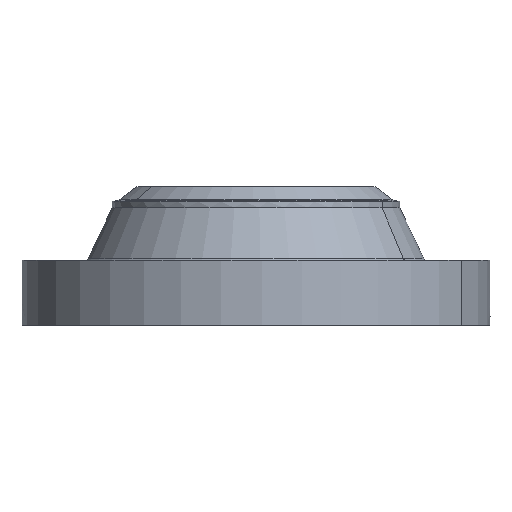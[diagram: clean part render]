
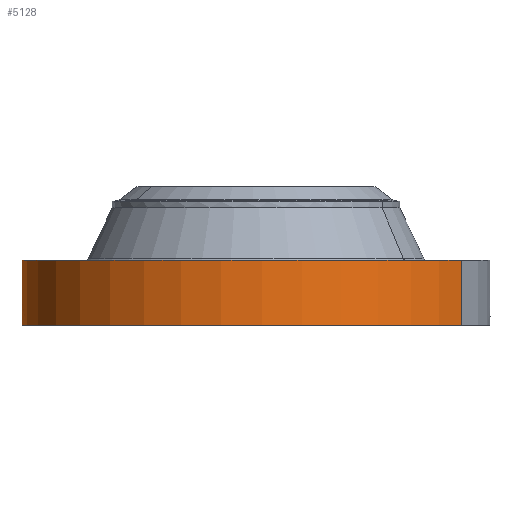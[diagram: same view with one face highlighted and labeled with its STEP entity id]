
A CAD part, left-side view. The second image highlights one B-rep face of the part: STEP entity #5128.
In plain terms, the highlighted cylindrical face has radius 222.25 mm (diameter 444.5 mm), a partial arc.
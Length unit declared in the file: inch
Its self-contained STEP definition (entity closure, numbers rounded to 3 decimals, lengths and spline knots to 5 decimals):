
#3849=AXIS2_PLACEMENT_3D('Circle Axis2P3D',#3847,#3848,$) ;
#4411=AXIS2_PLACEMENT_3D('Circle Axis2P3D',#4409,#4410,$) ;
#5023=AXIS2_PLACEMENT_3D('Cylinder Axis2P3D',#5020,#5021,#5022) ;
#3847=CARTESIAN_POINT('Axis2P3D Location',(0.,0.,0.)) ;
#3851=CARTESIAN_POINT('Vertex',(-4.19497,-7.67885,0.)) ;
#3853=CARTESIAN_POINT('Vertex',(4.19497,7.67885,0.)) ;
#4404=CARTESIAN_POINT('Vertex',(4.19497,7.67885,2.432)) ;
#4406=CARTESIAN_POINT('Vertex',(-4.19497,-7.67885,2.432)) ;
#4409=CARTESIAN_POINT('Axis2P3D Location',(0.,0.,2.432)) ;
#5020=CARTESIAN_POINT('Axis2P3D Location',(0.,0.,2.596)) ;
#5025=CARTESIAN_POINT('Line Origine',(-4.19497,-7.67885,1.216)) ;
#5030=CARTESIAN_POINT('Line Origine',(4.19497,7.67885,1.216)) ;
#5042=CARTESIAN_POINT('Control Point',(-0.05811,8.74981,1.09931)) ;
#5043=CARTESIAN_POINT('Control Point',(-0.03915,8.74993,1.10247)) ;
#5044=CARTESIAN_POINT('Control Point',(-0.01994,8.75,1.10408)) ;
#5045=CARTESIAN_POINT('Control Point',(-0.00072,8.75,1.10412)) ;
#5046=CARTESIAN_POINT('Vertex',(-0.05809,8.74981,1.09932)) ;
#5048=CARTESIAN_POINT('Vertex',(-0.00072,8.75,1.10412)) ;
#5052=CARTESIAN_POINT('Control Point',(-0.05809,8.74981,1.09931)) ;
#5053=CARTESIAN_POINT('Control Point',(-0.09749,8.74955,1.09448)) ;
#5054=CARTESIAN_POINT('Control Point',(-0.13613,8.74901,1.08247)) ;
#5055=CARTESIAN_POINT('Control Point',(-0.17161,8.74832,1.06416)) ;
#5056=CARTESIAN_POINT('Vertex',(-0.17161,8.74832,1.06416)) ;
#5060=CARTESIAN_POINT('Control Point',(-0.03027,8.74995,0.34113)) ;
#5061=CARTESIAN_POINT('Control Point',(-0.08651,8.74975,0.34829)) ;
#5062=CARTESIAN_POINT('Control Point',(-0.14116,8.74911,0.3659)) ;
#5063=CARTESIAN_POINT('Control Point',(-0.19148,8.74808,0.39347)) ;
#5064=CARTESIAN_POINT('Control Point',(-0.26459,8.74613,0.45288)) ;
#5065=CARTESIAN_POINT('Control Point',(-0.31653,8.74431,0.52921)) ;
#5066=CARTESIAN_POINT('Control Point',(-0.33358,8.74366,0.56188)) ;
#5067=CARTESIAN_POINT('Control Point',(-0.36898,8.74225,0.65404)) ;
#5068=CARTESIAN_POINT('Control Point',(-0.3751,8.74194,0.75268)) ;
#5069=CARTESIAN_POINT('Control Point',(-0.36695,8.74232,0.81433)) ;
#5070=CARTESIAN_POINT('Control Point',(-0.33364,8.74374,0.91229)) ;
#5071=CARTESIAN_POINT('Control Point',(-0.27097,8.74586,0.99272)) ;
#5072=CARTESIAN_POINT('Control Point',(-0.24123,8.74676,1.02147)) ;
#5073=CARTESIAN_POINT('Control Point',(-0.20777,8.74761,1.04551)) ;
#5074=CARTESIAN_POINT('Control Point',(-0.17161,8.74832,1.06416)) ;
#5075=CARTESIAN_POINT('Vertex',(-0.03027,8.74995,0.34113)) ;
#5079=CARTESIAN_POINT('Control Point',(-0.03027,8.74995,0.34113)) ;
#5080=CARTESIAN_POINT('Control Point',(-0.02017,8.74998,0.34087)) ;
#5081=CARTESIAN_POINT('Control Point',(-0.01007,8.75,0.34095)) ;
#5082=CARTESIAN_POINT('Control Point',(0.,8.75,0.34137)) ;
#5083=CARTESIAN_POINT('Vertex',(0.,8.75,0.34137)) ;
#5087=CARTESIAN_POINT('Control Point',(0.19328,8.74786,0.39621)) ;
#5088=CARTESIAN_POINT('Control Point',(0.14926,8.74884,0.37134)) ;
#5089=CARTESIAN_POINT('Control Point',(0.10117,8.74961,0.35354)) ;
#5090=CARTESIAN_POINT('Control Point',(0.05082,8.75,0.34353)) ;
#5091=CARTESIAN_POINT('Control Point',(0.,8.75,0.34137)) ;
#5092=CARTESIAN_POINT('Vertex',(0.19328,8.74786,0.39621)) ;
#5096=CARTESIAN_POINT('Control Point',(0.19328,8.74786,0.39621)) ;
#5097=CARTESIAN_POINT('Control Point',(0.22232,8.74722,0.41261)) ;
#5098=CARTESIAN_POINT('Control Point',(0.2497,8.7465,0.4319)) ;
#5099=CARTESIAN_POINT('Control Point',(0.27503,8.74572,0.45391)) ;
#5100=CARTESIAN_POINT('Control Point',(0.34196,8.74346,0.52555)) ;
#5101=CARTESIAN_POINT('Control Point',(0.38472,8.74158,0.61522)) ;
#5102=CARTESIAN_POINT('Control Point',(0.39982,8.74085,0.6796)) ;
#5103=CARTESIAN_POINT('Control Point',(0.40074,8.74085,0.7939)) ;
#5104=CARTESIAN_POINT('Control Point',(0.36068,8.74259,0.89863)) ;
#5105=CARTESIAN_POINT('Control Point',(0.33643,8.7436,0.9401)) ;
#5106=CARTESIAN_POINT('Control Point',(0.26754,8.74613,1.02399)) ;
#5107=CARTESIAN_POINT('Control Point',(0.1746,8.74851,1.07871)) ;
#5108=CARTESIAN_POINT('Control Point',(0.11743,8.74951,1.09858)) ;
#5109=CARTESIAN_POINT('Control Point',(0.05827,8.75,1.10701)) ;
#5110=CARTESIAN_POINT('Control Point',(-0.00003,8.75,1.10415)) ;
#5111=CARTESIAN_POINT('Vertex',(-0.00003,8.75,1.10415)) ;
#5115=CARTESIAN_POINT('Control Point',(-0.00072,8.75,1.10412)) ;
#5116=CARTESIAN_POINT('Control Point',(-0.00037,8.75,1.10414)) ;
#5117=CARTESIAN_POINT('Control Point',(-0.00003,8.75,1.10415)) ;
#3848=DIRECTION('Axis2P3D Direction',(0.,0.,-0.039)) ;
#4410=DIRECTION('Axis2P3D Direction',(0.,0.,-0.039)) ;
#5021=DIRECTION('Axis2P3D Direction',(0.,0.,-0.039)) ;
#5022=DIRECTION('Axis2P3D XDirection',(0.019,0.035,0.)) ;
#5026=DIRECTION('Vector Direction',(0.,0.,-0.039)) ;
#5031=DIRECTION('Vector Direction',(0.,0.,-0.039)) ;
#5027=VECTOR('Line Direction',#5026,0.03937) ;
#5032=VECTOR('Line Direction',#5031,0.03937) ;
#5036=ORIENTED_EDGE('',*,*,#3855,.F.) ;
#5037=ORIENTED_EDGE('',*,*,#5029,.T.) ;
#5038=ORIENTED_EDGE('',*,*,#4413,.T.) ;
#5039=ORIENTED_EDGE('',*,*,#5034,.F.) ;
#5120=ORIENTED_EDGE('',*,*,#5050,.F.) ;
#5121=ORIENTED_EDGE('',*,*,#5058,.T.) ;
#5122=ORIENTED_EDGE('',*,*,#5077,.F.) ;
#5123=ORIENTED_EDGE('',*,*,#5085,.T.) ;
#5124=ORIENTED_EDGE('',*,*,#5094,.F.) ;
#5125=ORIENTED_EDGE('',*,*,#5113,.T.) ;
#5126=ORIENTED_EDGE('',*,*,#5118,.F.) ;
#5127=FACE_BOUND('',#5119,.T.) ;
#5128=ADVANCED_FACE('PartBody',(#5040,#5127),#5024,.T.) ;
#5041=B_SPLINE_CURVE_WITH_KNOTS('',3,(#5042,#5043,#5044,#5045),.UNSPECIFIED.,.F.,.U.,(4,4),(4.38919,6.52136),.UNSPECIFIED.) ;
#5051=B_SPLINE_CURVE_WITH_KNOTS('',3,(#5052,#5053,#5054,#5055),.UNSPECIFIED.,.F.,.U.,(4,4),(0.,4.45945),.UNSPECIFIED.) ;
#5059=B_SPLINE_CURVE_WITH_KNOTS('',5,(#5060,#5061,#5062,#5063,#5064,#5065,#5066,#5067,#5068,#5069,#5070,#5071,#5072,#5073,#5074),.UNSPECIFIED.,.F.,.U.,(6,3,3,3,6),(0.,9.85389,16.43108,27.59417,35.1681),.UNSPECIFIED.) ;
#5078=B_SPLINE_CURVE_WITH_KNOTS('',3,(#5079,#5080,#5081,#5082),.UNSPECIFIED.,.F.,.U.,(4,4),(0.,1.05295),.UNSPECIFIED.) ;
#5086=B_SPLINE_CURVE_WITH_KNOTS('',4,(#5087,#5088,#5089,#5090,#5091),.UNSPECIFIED.,.F.,.U.,(5,5),(0.,7.08198),.UNSPECIFIED.) ;
#5095=B_SPLINE_CURVE_WITH_KNOTS('',5,(#5096,#5097,#5098,#5099,#5100,#5101,#5102,#5103,#5104,#5105,#5106,#5107,#5108,#5109,#5110),.UNSPECIFIED.,.F.,.U.,(6,3,3,3,6),(0.,5.83917,17.10077,25.56378,36.46078),.UNSPECIFIED.) ;
#5114=B_SPLINE_CURVE_WITH_KNOTS('',2,(#5115,#5116,#5117),.UNSPECIFIED.,.F.,.U.,(3,3),(1.04631,1.07211),.UNSPECIFIED.) ;
#3850=CIRCLE('generated circle',#3849,8.75) ;
#4412=CIRCLE('generated circle',#4411,8.75) ;
#5024=CYLINDRICAL_SURFACE('generated cylinder',#5023,8.75) ;
#3855=EDGE_CURVE('',#3852,#3854,#3850,.T.) ;
#4413=EDGE_CURVE('',#4407,#4405,#4412,.T.) ;
#5029=EDGE_CURVE('',#3852,#4407,#5028,.F.) ;
#5034=EDGE_CURVE('',#3854,#4405,#5033,.F.) ;
#5050=EDGE_CURVE('',#5047,#5049,#5041,.T.) ;
#5058=EDGE_CURVE('',#5047,#5057,#5051,.T.) ;
#5077=EDGE_CURVE('',#5076,#5057,#5059,.T.) ;
#5085=EDGE_CURVE('',#5076,#5084,#5078,.T.) ;
#5094=EDGE_CURVE('',#5093,#5084,#5086,.T.) ;
#5113=EDGE_CURVE('',#5093,#5112,#5095,.T.) ;
#5118=EDGE_CURVE('',#5049,#5112,#5114,.T.) ;
#5035=EDGE_LOOP('',(#5036,#5037,#5038,#5039)) ;
#5119=EDGE_LOOP('',(#5120,#5121,#5122,#5123,#5124,#5125,#5126)) ;
#5040=FACE_OUTER_BOUND('',#5035,.T.) ;
#5028=LINE('Line',#5025,#5027) ;
#5033=LINE('Line',#5030,#5032) ;
#3852=VERTEX_POINT('',#3851) ;
#3854=VERTEX_POINT('',#3853) ;
#4405=VERTEX_POINT('',#4404) ;
#4407=VERTEX_POINT('',#4406) ;
#5047=VERTEX_POINT('',#5046) ;
#5049=VERTEX_POINT('',#5048) ;
#5057=VERTEX_POINT('',#5056) ;
#5076=VERTEX_POINT('',#5075) ;
#5084=VERTEX_POINT('',#5083) ;
#5093=VERTEX_POINT('',#5092) ;
#5112=VERTEX_POINT('',#5111) ;
